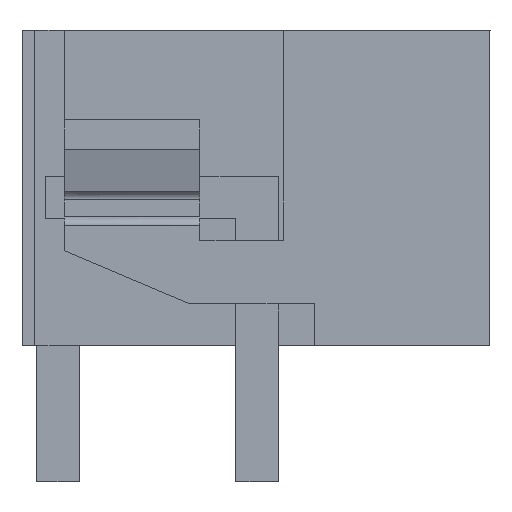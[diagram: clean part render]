
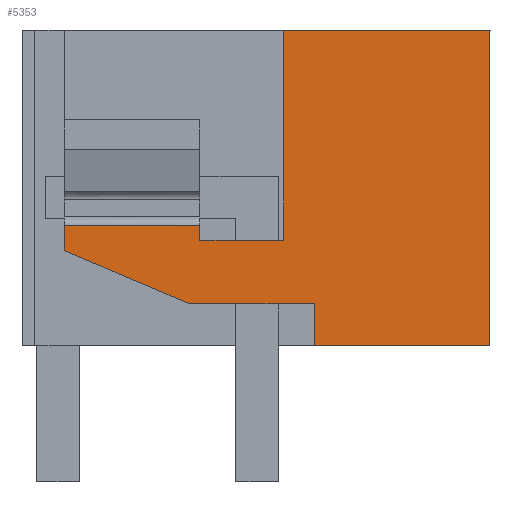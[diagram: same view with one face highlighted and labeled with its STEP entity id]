
A CAD part, left-side view. The second image highlights one B-rep face of the part: STEP entity #5353.
In plain terms, the highlighted planar face has unit normal (-1, 0, 0).
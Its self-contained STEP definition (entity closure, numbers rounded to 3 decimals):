
#5284=AXIS2_PLACEMENT_3D('Plane Axis2P3D',#5281,#5282,#5283) ;
#88=CARTESIAN_POINT('Vertex',(0.,0.,3.2)) ;
#93=CARTESIAN_POINT('Line Origine',(0.,2.075,3.2)) ;
#97=CARTESIAN_POINT('Vertex',(0.,4.15,3.2)) ;
#1803=CARTESIAN_POINT('Vertex',(0.,4.875,10.65)) ;
#1806=CARTESIAN_POINT('Line Origine',(0.,2.437,10.65)) ;
#1810=CARTESIAN_POINT('Vertex',(0.,0.,10.65)) ;
#5162=CARTESIAN_POINT('Line Origine',(0.,0.,6.925)) ;
#5281=CARTESIAN_POINT('Axis2P3D Location',(0.,11.05,0.)) ;
#5286=CARTESIAN_POINT('Line Origine',(0.,4.875,8.175)) ;
#5290=CARTESIAN_POINT('Vertex',(0.,4.875,5.7)) ;
#5293=CARTESIAN_POINT('Line Origine',(0.,5.863,5.7)) ;
#5297=CARTESIAN_POINT('Vertex',(0.,6.85,5.7)) ;
#5300=CARTESIAN_POINT('Line Origine',(0.,6.85,5.875)) ;
#5304=CARTESIAN_POINT('Vertex',(0.,6.85,6.05)) ;
#5307=CARTESIAN_POINT('Line Origine',(0.,8.45,6.05)) ;
#5311=CARTESIAN_POINT('Vertex',(0.,10.05,6.05)) ;
#5314=CARTESIAN_POINT('Line Origine',(0.,10.05,5.75)) ;
#5318=CARTESIAN_POINT('Vertex',(0.,10.05,5.45)) ;
#5321=CARTESIAN_POINT('Line Origine',(0.,8.571,4.823)) ;
#5325=CARTESIAN_POINT('Vertex',(0.,7.092,4.197)) ;
#5328=CARTESIAN_POINT('Line Origine',(0.,5.621,4.197)) ;
#5332=CARTESIAN_POINT('Vertex',(0.,4.15,4.197)) ;
#5335=CARTESIAN_POINT('Line Origine',(0.,4.15,3.698)) ;
#94=DIRECTION('Vector Direction',(0.,1.,0.)) ;
#1807=DIRECTION('Vector Direction',(0.,-1.,0.)) ;
#5163=DIRECTION('Vector Direction',(0.,0.,-1.)) ;
#5282=DIRECTION('Axis2P3D Direction',(-1.,0.,0.)) ;
#5283=DIRECTION('Axis2P3D XDirection',(0.,-1.,0.)) ;
#5287=DIRECTION('Vector Direction',(0.,0.,1.)) ;
#5294=DIRECTION('Vector Direction',(0.,1.,0.)) ;
#5301=DIRECTION('Vector Direction',(0.,0.,1.)) ;
#5308=DIRECTION('Vector Direction',(0.,-1.,0.)) ;
#5315=DIRECTION('Vector Direction',(0.,0.,-1.)) ;
#5322=DIRECTION('Vector Direction',(0.,0.921,0.39)) ;
#5329=DIRECTION('Vector Direction',(0.,-1.,0.)) ;
#5336=DIRECTION('Vector Direction',(0.,0.,-1.)) ;
#95=VECTOR('Line Direction',#94,1.) ;
#1808=VECTOR('Line Direction',#1807,1.) ;
#5164=VECTOR('Line Direction',#5163,1.) ;
#5288=VECTOR('Line Direction',#5287,1.) ;
#5295=VECTOR('Line Direction',#5294,1.) ;
#5302=VECTOR('Line Direction',#5301,1.) ;
#5309=VECTOR('Line Direction',#5308,1.) ;
#5316=VECTOR('Line Direction',#5315,1.) ;
#5323=VECTOR('Line Direction',#5322,1.) ;
#5330=VECTOR('Line Direction',#5329,1.) ;
#5337=VECTOR('Line Direction',#5336,1.) ;
#5341=ORIENTED_EDGE('',*,*,#99,.T.) ;
#5342=ORIENTED_EDGE('',*,*,#5166,.T.) ;
#5343=ORIENTED_EDGE('',*,*,#1812,.T.) ;
#5344=ORIENTED_EDGE('',*,*,#5292,.T.) ;
#5345=ORIENTED_EDGE('',*,*,#5299,.T.) ;
#5346=ORIENTED_EDGE('',*,*,#5306,.T.) ;
#5347=ORIENTED_EDGE('',*,*,#5313,.F.) ;
#5348=ORIENTED_EDGE('',*,*,#5320,.T.) ;
#5349=ORIENTED_EDGE('',*,*,#5327,.T.) ;
#5350=ORIENTED_EDGE('',*,*,#5334,.T.) ;
#5351=ORIENTED_EDGE('',*,*,#5339,.T.) ;
#5353=ADVANCED_FACE('HOUSING',(#5352),#5285,.T.) ;
#99=EDGE_CURVE('',#98,#89,#96,.F.) ;
#1812=EDGE_CURVE('',#1811,#1804,#1809,.F.) ;
#5166=EDGE_CURVE('',#89,#1811,#5165,.F.) ;
#5292=EDGE_CURVE('',#1804,#5291,#5289,.F.) ;
#5299=EDGE_CURVE('',#5291,#5298,#5296,.T.) ;
#5306=EDGE_CURVE('',#5298,#5305,#5303,.T.) ;
#5313=EDGE_CURVE('',#5312,#5305,#5310,.T.) ;
#5320=EDGE_CURVE('',#5312,#5319,#5317,.T.) ;
#5327=EDGE_CURVE('',#5319,#5326,#5324,.F.) ;
#5334=EDGE_CURVE('',#5326,#5333,#5331,.T.) ;
#5339=EDGE_CURVE('',#5333,#98,#5338,.T.) ;
#5340=EDGE_LOOP('',(#5341,#5342,#5343,#5344,#5345,#5346,#5347,#5348,#5349,#5350,#5351)) ;
#5352=FACE_OUTER_BOUND('',#5340,.T.) ;
#96=LINE('Line',#93,#95) ;
#1809=LINE('Line',#1806,#1808) ;
#5165=LINE('Line',#5162,#5164) ;
#5289=LINE('Line',#5286,#5288) ;
#5296=LINE('Line',#5293,#5295) ;
#5303=LINE('Line',#5300,#5302) ;
#5310=LINE('Line',#5307,#5309) ;
#5317=LINE('Line',#5314,#5316) ;
#5324=LINE('Line',#5321,#5323) ;
#5331=LINE('Line',#5328,#5330) ;
#5338=LINE('Line',#5335,#5337) ;
#5285=PLANE('',#5284) ;
#89=VERTEX_POINT('',#88) ;
#98=VERTEX_POINT('',#97) ;
#1804=VERTEX_POINT('',#1803) ;
#1811=VERTEX_POINT('',#1810) ;
#5291=VERTEX_POINT('',#5290) ;
#5298=VERTEX_POINT('',#5297) ;
#5305=VERTEX_POINT('',#5304) ;
#5312=VERTEX_POINT('',#5311) ;
#5319=VERTEX_POINT('',#5318) ;
#5326=VERTEX_POINT('',#5325) ;
#5333=VERTEX_POINT('',#5332) ;
